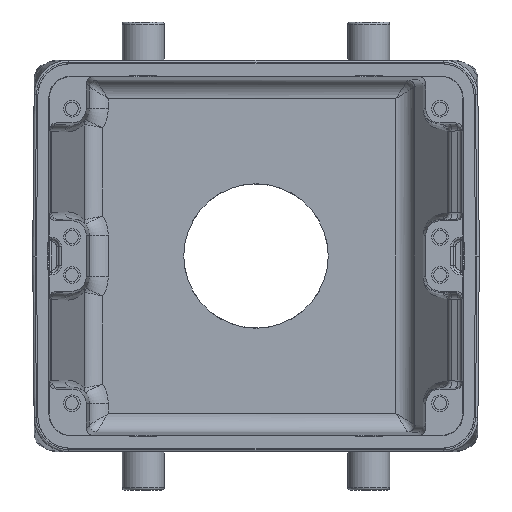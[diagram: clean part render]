
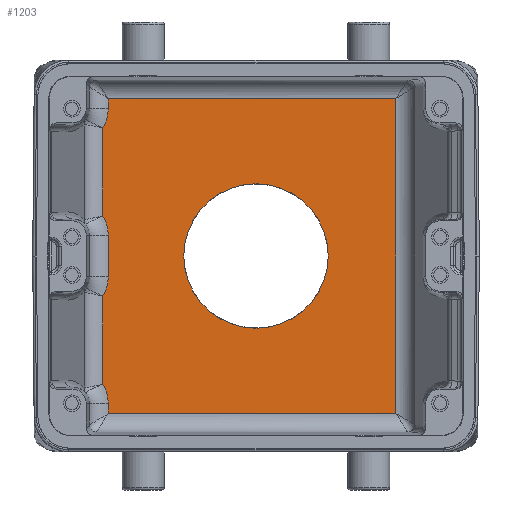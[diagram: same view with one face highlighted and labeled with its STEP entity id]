
A CAD part, front view. The second image highlights one B-rep face of the part: STEP entity #1203.
In plain terms, the highlighted planar face has unit normal (0, -1, 0).
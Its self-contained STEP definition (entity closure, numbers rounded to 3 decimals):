
#1203=ADVANCED_FACE('',(#1811,#1812),#1504,.F.);
#1504=PLANE('',#8695);
#1811=FACE_BOUND('',#2194,.T.);
#1812=FACE_BOUND('',#2195,.T.);
#2194=EDGE_LOOP('',(#4045));
#2195=EDGE_LOOP('',(#4046,#4047,#4048,#4049,#4050,#4051,#4052,#4053,#4054,
#4055,#4056,#4057));
#2469=CIRCLE('',#8425,7.646);
#2479=CIRCLE('',#8451,7.646);
#2483=CIRCLE('',#8458,7.646);
#2485=CIRCLE('',#8464,7.646);
#2556=CIRCLE('',#8694,15.2);
#4045=ORIENTED_EDGE('',*,*,#6408,.F.);
#4046=ORIENTED_EDGE('',*,*,#5999,.F.);
#4047=ORIENTED_EDGE('',*,*,#6106,.T.);
#4048=ORIENTED_EDGE('',*,*,#6086,.F.);
#4049=ORIENTED_EDGE('',*,*,#6096,.T.);
#4050=ORIENTED_EDGE('',*,*,#6083,.F.);
#4051=ORIENTED_EDGE('',*,*,#6081,.T.);
#4052=ORIENTED_EDGE('',*,*,#6034,.F.);
#4053=ORIENTED_EDGE('',*,*,#6044,.T.);
#4054=ORIENTED_EDGE('',*,*,#6032,.F.);
#4055=ORIENTED_EDGE('',*,*,#6400,.F.);
#4056=ORIENTED_EDGE('',*,*,#6403,.F.);
#4057=ORIENTED_EDGE('',*,*,#6407,.F.);
#5187=VERTEX_POINT('',#12218);
#5189=VERTEX_POINT('',#12337);
#5212=VERTEX_POINT('',#12464);
#5214=VERTEX_POINT('',#12577);
#5215=VERTEX_POINT('',#12581);
#5216=VERTEX_POINT('',#12582);
#5244=VERTEX_POINT('',#12938);
#5245=VERTEX_POINT('',#12942);
#5247=VERTEX_POINT('',#12948);
#5248=VERTEX_POINT('',#12949);
#5416=VERTEX_POINT('',#14017);
#5417=VERTEX_POINT('',#14134);
#5419=VERTEX_POINT('',#14260);
#5999=EDGE_CURVE('',#5189,#5187,#7000,.T.);
#6032=EDGE_CURVE('',#5212,#5214,#7014,.T.);
#6034=EDGE_CURVE('',#5215,#5216,#7015,.T.);
#6044=EDGE_CURVE('',#5215,#5214,#2469,.T.);
#6081=EDGE_CURVE('',#5244,#5216,#2479,.T.);
#6083=EDGE_CURVE('',#5244,#5245,#7030,.T.);
#6086=EDGE_CURVE('',#5247,#5248,#7032,.T.);
#6096=EDGE_CURVE('',#5247,#5245,#2483,.T.);
#6106=EDGE_CURVE('',#5189,#5248,#2485,.T.);
#6400=EDGE_CURVE('',#5416,#5212,#7213,.T.);
#6403=EDGE_CURVE('',#5417,#5416,#7214,.T.);
#6407=EDGE_CURVE('',#5187,#5417,#7215,.T.);
#6408=EDGE_CURVE('',#5419,#5419,#2556,.T.);
#7000=LINE('',#12338,#7675);
#7014=LINE('',#12576,#7689);
#7015=LINE('',#12580,#7690);
#7030=LINE('',#12941,#7705);
#7032=LINE('',#12947,#7707);
#7213=LINE('',#14018,#7888);
#7214=LINE('',#14135,#7889);
#7215=LINE('',#14257,#7890);
#7675=VECTOR('',#9668,1.);
#7689=VECTOR('',#9726,1.);
#7690=VECTOR('',#9731,1.);
#7705=VECTOR('',#9808,1.);
#7707=VECTOR('',#9814,1.);
#7888=VECTOR('',#10463,1.);
#7889=VECTOR('',#10466,1.);
#7890=VECTOR('',#10471,1.);
#8425=AXIS2_PLACEMENT_3D('',#12719,#9737,#9738);
#8451=AXIS2_PLACEMENT_3D('',#12937,#9802,#9803);
#8458=AXIS2_PLACEMENT_3D('',#13094,#9820,#9821);
#8464=AXIS2_PLACEMENT_3D('',#13210,#9834,#9835);
#8694=AXIS2_PLACEMENT_3D('',#14259,#10474,#10475);
#8695=AXIS2_PLACEMENT_3D('',#14261,#10476,#10477);
#9668=DIRECTION('',(0.,0.,1.));
#9726=DIRECTION('',(0.,0.,1.));
#9731=DIRECTION('',(0.,0.,1.));
#9737=DIRECTION('',(0.,1.,0.));
#9738=DIRECTION('',(0.,0.,1.));
#9802=DIRECTION('',(0.,1.,0.));
#9803=DIRECTION('',(0.,0.,1.));
#9808=DIRECTION('',(0.,0.,1.));
#9814=DIRECTION('',(0.,0.,1.));
#9820=DIRECTION('',(0.,1.,0.));
#9821=DIRECTION('',(0.,0.,1.));
#9834=DIRECTION('',(0.,1.,0.));
#9835=DIRECTION('',(0.,0.,1.));
#10463=DIRECTION('',(-1.,0.,0.));
#10466=DIRECTION('',(0.,0.,-1.));
#10471=DIRECTION('',(1.,0.,0.));
#10474=DIRECTION('',(0.,-1.,0.));
#10475=DIRECTION('',(1.,0.,0.));
#10476=DIRECTION('',(0.,1.,0.));
#10477=DIRECTION('',(-1.,0.,0.));
#12218=CARTESIAN_POINT('',(-31.104,40.,33.104));
#12337=CARTESIAN_POINT('',(-31.104,40.,31.));
#12338=CARTESIAN_POINT('',(-31.104,40.,31.));
#12464=CARTESIAN_POINT('',(-31.104,40.,-33.104));
#12576=CARTESIAN_POINT('',(-31.104,40.,-33.104));
#12577=CARTESIAN_POINT('',(-31.104,40.,-31.));
#12580=CARTESIAN_POINT('',(-32.225,40.,-27.015));
#12581=CARTESIAN_POINT('',(-32.225,40.,-27.015));
#12582=CARTESIAN_POINT('',(-32.225,40.,-8.385));
#12719=CARTESIAN_POINT('',(-38.75,40.,-31.));
#12937=CARTESIAN_POINT('',(-38.75,40.,-4.4));
#12938=CARTESIAN_POINT('',(-31.104,40.,-4.4));
#12941=CARTESIAN_POINT('',(-31.104,40.,-4.4));
#12942=CARTESIAN_POINT('',(-31.104,40.,4.4));
#12947=CARTESIAN_POINT('',(-32.225,40.,8.385));
#12948=CARTESIAN_POINT('',(-32.225,40.,8.385));
#12949=CARTESIAN_POINT('',(-32.225,40.,27.015));
#13094=CARTESIAN_POINT('',(-38.75,40.,4.4));
#13210=CARTESIAN_POINT('',(-38.75,40.,31.));
#14017=CARTESIAN_POINT('',(29.448,40.,-33.104));
#14018=CARTESIAN_POINT('',(32.925,40.,-33.104));
#14134=CARTESIAN_POINT('',(29.448,40.,33.104));
#14135=CARTESIAN_POINT('',(29.448,40.,-37.75));
#14257=CARTESIAN_POINT('',(35.75,40.,33.104));
#14259=CARTESIAN_POINT('',(0.,40.,0.));
#14260=CARTESIAN_POINT('',(15.2,40.,0.));
#14261=CARTESIAN_POINT('',(32.925,40.,-37.75));
